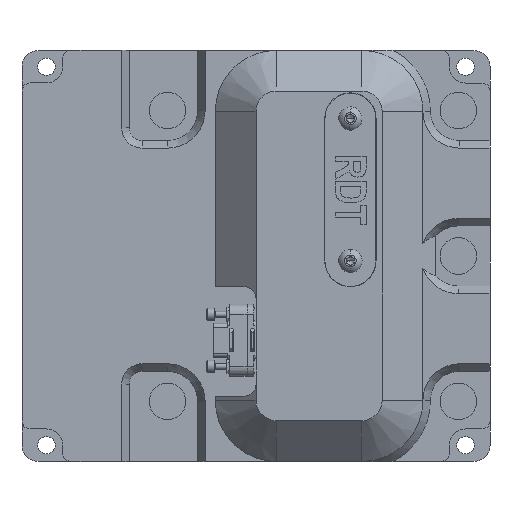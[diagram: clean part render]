
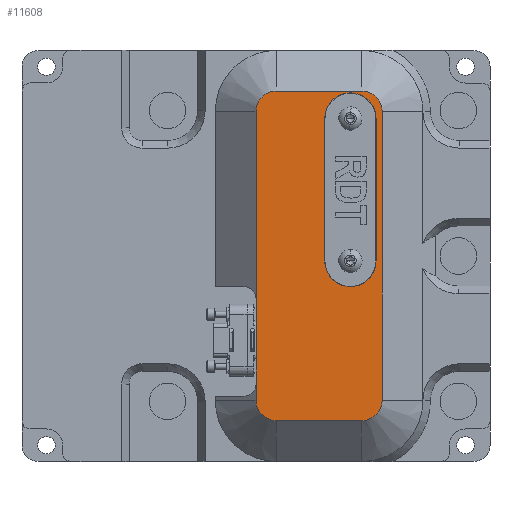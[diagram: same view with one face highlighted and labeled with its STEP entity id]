
A CAD part, top view. The second image highlights one B-rep face of the part: STEP entity #11608.
In plain terms, the highlighted planar face has unit normal (0, 0, 1).
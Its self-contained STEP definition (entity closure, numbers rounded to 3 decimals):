
#43 = CARTESIAN_POINT ( 'NONE',  ( -12.251, 108.693, -40.18 ) ) ;
#175 = VERTEX_POINT ( 'NONE', #42357 ) ;
#510 = ORIENTED_EDGE ( 'NONE', *, *, #29274, .F. ) ;
#926 = DIRECTION ( 'NONE',  ( 0., 0., 1. ) ) ;
#929 = DIRECTION ( 'NONE',  ( 0., -1., 0. ) ) ;
#972 = CARTESIAN_POINT ( 'NONE',  ( 8.749, 32.693, -40.18 ) ) ;
#976 = CARTESIAN_POINT ( 'NONE',  ( 8.749, 27.693, -40.18 ) ) ;
#1320 = DIRECTION ( 'NONE',  ( 0., 1., 0. ) ) ;
#1515 = EDGE_CURVE ( 'NONE', #2189, #34907, #40479, .T. ) ;
#2189 = VERTEX_POINT ( 'NONE', #6117 ) ;
#2296 = EDGE_CURVE ( 'NONE', #13461, #34794, #34644, .T. ) ;
#2393 = DIRECTION ( 'NONE',  ( 0., -1., 0. ) ) ;
#3173 = VECTOR ( 'NONE', #13076, 1000. ) ;
#3550 = CIRCLE ( 'NONE', #38792, 6.3 ) ;
#3869 = CARTESIAN_POINT ( 'NONE',  ( -17.251, 27.693, -40.18 ) ) ;
#3894 = CARTESIAN_POINT ( 'NONE',  ( 8.749, 108.693, -40.18 ) ) ;
#4205 = LINE ( 'NONE', #11131, #12459 ) ;
#4449 = DIRECTION ( 'NONE',  ( 0., 1., 0. ) ) ;
#4927 = VERTEX_POINT ( 'NONE', #43 ) ;
#5254 = LINE ( 'NONE', #39898, #27223 ) ;
#6117 = CARTESIAN_POINT ( 'NONE',  ( -17.251, 32.693, -40.18 ) ) ;
#6217 = ORIENTED_EDGE ( 'NONE', *, *, #37218, .T. ) ;
#6657 = AXIS2_PLACEMENT_3D ( 'NONE', #7791, #926, #4449 ) ;
#7116 = DIRECTION ( 'NONE',  ( 0., 1., 0. ) ) ;
#7181 = DIRECTION ( 'NONE',  ( 1., 0., 0. ) ) ;
#7451 = CARTESIAN_POINT ( 'NONE',  ( -17.251, 68.193, -40.18 ) ) ;
#7577 = LINE ( 'NONE', #21293, #22948 ) ;
#7681 = FACE_OUTER_BOUND ( 'NONE', #34302, .T. ) ;
#7791 = CARTESIAN_POINT ( 'NONE',  ( -12.251, 103.693, -40.18 ) ) ;
#8899 = VERTEX_POINT ( 'NONE', #976 ) ;
#9593 = VERTEX_POINT ( 'NONE', #18739 ) ;
#10147 = ORIENTED_EDGE ( 'NONE', *, *, #1515, .T. ) ;
#10546 = CARTESIAN_POINT ( 'NONE',  ( 5.949, 66.943, -40.18 ) ) ;
#10653 = EDGE_CURVE ( 'NONE', #24581, #4927, #5254, .T. ) ;
#11080 = ORIENTED_EDGE ( 'NONE', *, *, #37246, .F. ) ;
#11131 = CARTESIAN_POINT ( 'NONE',  ( -17.251, 33.693, -40.18 ) ) ;
#11194 = DIRECTION ( 'NONE',  ( 0., 1., 0. ) ) ;
#11608 = ADVANCED_FACE ( 'NONE', ( #18732, #7681 ), #28423, .T. ) ;
#11749 = ORIENTED_EDGE ( 'NONE', *, *, #37650, .F. ) ;
#12459 = VECTOR ( 'NONE', #7116, 1000. ) ;
#12489 = CARTESIAN_POINT ( 'NONE',  ( -0.351, 66.943, -40.18 ) ) ;
#12909 = ORIENTED_EDGE ( 'NONE', *, *, #24973, .T. ) ;
#13076 = DIRECTION ( 'NONE',  ( 0., -1., 0. ) ) ;
#13461 = VERTEX_POINT ( 'NONE', #14497 ) ;
#13691 = ORIENTED_EDGE ( 'NONE', *, *, #15971, .T. ) ;
#14293 = CIRCLE ( 'NONE', #33058, 6.3 ) ;
#14497 = CARTESIAN_POINT ( 'NONE',  ( 13.749, 32.693, -40.18 ) ) ;
#14609 = DIRECTION ( 'NONE',  ( 0., 0., 1. ) ) ;
#15836 = CARTESIAN_POINT ( 'NONE',  ( 13.749, 103.693, -40.18 ) ) ;
#15971 = EDGE_CURVE ( 'NONE', #8899, #13461, #24021, .T. ) ;
#16272 = VERTEX_POINT ( 'NONE', #19287 ) ;
#16497 = EDGE_CURVE ( 'NONE', #34794, #24581, #36359, .T. ) ;
#17186 = ORIENTED_EDGE ( 'NONE', *, *, #42061, .T. ) ;
#18148 = VERTEX_POINT ( 'NONE', #40848 ) ;
#18270 = ORIENTED_EDGE ( 'NONE', *, *, #2296, .T. ) ;
#18371 = ORIENTED_EDGE ( 'NONE', *, *, #33609, .T. ) ;
#18732 = FACE_BOUND ( 'NONE', #42146, .T. ) ;
#18739 = CARTESIAN_POINT ( 'NONE',  ( 12.249, 101.943, -40.18 ) ) ;
#18997 = DIRECTION ( 'NONE',  ( -1., 0., 0. ) ) ;
#19208 = VERTEX_POINT ( 'NONE', #27482 ) ;
#19287 = CARTESIAN_POINT ( 'NONE',  ( -17.251, 57.686, -40.18 ) ) ;
#19397 = ORIENTED_EDGE ( 'NONE', *, *, #33665, .F. ) ;
#19466 = DIRECTION ( 'NONE',  ( 0., 1., 0. ) ) ;
#19673 = LINE ( 'NONE', #44007, #3173 ) ;
#19886 = CARTESIAN_POINT ( 'NONE',  ( -12.251, 32.693, -40.18 ) ) ;
#20063 = VECTOR ( 'NONE', #2393, 1000. ) ;
#20444 = AXIS2_PLACEMENT_3D ( 'NONE', #972, #28358, #11194 ) ;
#20518 = VECTOR ( 'NONE', #24246, 1000. ) ;
#21037 = AXIS2_PLACEMENT_3D ( 'NONE', #19886, #26872, #19466 ) ;
#21293 = CARTESIAN_POINT ( 'NONE',  ( -0.351, 101.943, -40.18 ) ) ;
#21555 = CARTESIAN_POINT ( 'NONE',  ( 13.749, 108.693, -40.18 ) ) ;
#22340 = LINE ( 'NONE', #40812, #20063 ) ;
#22766 = DIRECTION ( 'NONE',  ( 0., 0., 1. ) ) ;
#22948 = VECTOR ( 'NONE', #929, 1000. ) ;
#23153 = CARTESIAN_POINT ( 'NONE',  ( -17.251, 36.693, -40.18 ) ) ;
#24021 = CIRCLE ( 'NONE', #20444, 5. ) ;
#24222 = ORIENTED_EDGE ( 'NONE', *, *, #10653, .T. ) ;
#24246 = DIRECTION ( 'NONE',  ( 0., 1., 0. ) ) ;
#24272 = DIRECTION ( 'NONE',  ( 0., 0., 1. ) ) ;
#24347 = CARTESIAN_POINT ( 'NONE',  ( 12.249, 101.943, -40.18 ) ) ;
#24581 = VERTEX_POINT ( 'NONE', #3894 ) ;
#24973 = EDGE_CURVE ( 'NONE', #4927, #18148, #28271, .T. ) ;
#26628 = AXIS2_PLACEMENT_3D ( 'NONE', #7451, #14609, #42178 ) ;
#26872 = DIRECTION ( 'NONE',  ( 0., 0., 1. ) ) ;
#27223 = VECTOR ( 'NONE', #18997, 1000. ) ;
#27293 = CARTESIAN_POINT ( 'NONE',  ( 5.949, 101.943, -40.18 ) ) ;
#27482 = CARTESIAN_POINT ( 'NONE',  ( -0.351, 101.943, -40.18 ) ) ;
#28271 = CIRCLE ( 'NONE', #6657, 5. ) ;
#28358 = DIRECTION ( 'NONE',  ( 0., 0., 1. ) ) ;
#28423 = PLANE ( 'NONE',  #26628 ) ;
#29071 = VERTEX_POINT ( 'NONE', #12489 ) ;
#29274 = EDGE_CURVE ( 'NONE', #19208, #29071, #7577, .T. ) ;
#30633 = ORIENTED_EDGE ( 'NONE', *, *, #16497, .T. ) ;
#31080 = DIRECTION ( 'NONE',  ( 1., 0., 0. ) ) ;
#31584 = LINE ( 'NONE', #24347, #39128 ) ;
#33058 = AXIS2_PLACEMENT_3D ( 'NONE', #10546, #24272, #7181 ) ;
#33609 = EDGE_CURVE ( 'NONE', #18148, #16272, #19673, .T. ) ;
#33665 = EDGE_CURVE ( 'NONE', #175, #9593, #31584, .T. ) ;
#33838 = VERTEX_POINT ( 'NONE', #23153 ) ;
#34200 = AXIS2_PLACEMENT_3D ( 'NONE', #41765, #38810, #1320 ) ;
#34302 = EDGE_LOOP ( 'NONE', ( #24222, #12909, #18371, #42436, #6217, #10147, #17186, #13691, #18270, #30633 ) ) ;
#34484 = LINE ( 'NONE', #3869, #39923 ) ;
#34561 = EDGE_CURVE ( 'NONE', #33838, #16272, #4205, .T. ) ;
#34644 = LINE ( 'NONE', #21555, #20518 ) ;
#34794 = VERTEX_POINT ( 'NONE', #15836 ) ;
#34907 = VERTEX_POINT ( 'NONE', #40172 ) ;
#36359 = CIRCLE ( 'NONE', #34200, 5. ) ;
#37218 = EDGE_CURVE ( 'NONE', #33838, #2189, #22340, .T. ) ;
#37246 = EDGE_CURVE ( 'NONE', #9593, #19208, #3550, .T. ) ;
#37650 = EDGE_CURVE ( 'NONE', #29071, #175, #14293, .T. ) ;
#38558 = DIRECTION ( 'NONE',  ( 0., 1., 0. ) ) ;
#38792 = AXIS2_PLACEMENT_3D ( 'NONE', #27293, #22766, #44212 ) ;
#38810 = DIRECTION ( 'NONE',  ( 0., 0., 1. ) ) ;
#39128 = VECTOR ( 'NONE', #38558, 1000. ) ;
#39898 = CARTESIAN_POINT ( 'NONE',  ( -17.251, 108.693, -40.18 ) ) ;
#39923 = VECTOR ( 'NONE', #31080, 1000. ) ;
#40172 = CARTESIAN_POINT ( 'NONE',  ( -12.251, 27.693, -40.18 ) ) ;
#40479 = CIRCLE ( 'NONE', #21037, 5. ) ;
#40812 = CARTESIAN_POINT ( 'NONE',  ( -17.251, 108.693, -40.18 ) ) ;
#40848 = CARTESIAN_POINT ( 'NONE',  ( -17.251, 103.693, -40.18 ) ) ;
#41765 = CARTESIAN_POINT ( 'NONE',  ( 8.749, 103.693, -40.18 ) ) ;
#42061 = EDGE_CURVE ( 'NONE', #34907, #8899, #34484, .T. ) ;
#42146 = EDGE_LOOP ( 'NONE', ( #11080, #19397, #11749, #510 ) ) ;
#42178 = DIRECTION ( 'NONE',  ( -1., 0., 0. ) ) ;
#42357 = CARTESIAN_POINT ( 'NONE',  ( 12.249, 66.943, -40.18 ) ) ;
#42436 = ORIENTED_EDGE ( 'NONE', *, *, #34561, .F. ) ;
#44007 = CARTESIAN_POINT ( 'NONE',  ( -17.251, 108.693, -40.18 ) ) ;
#44212 = DIRECTION ( 'NONE',  ( -1., 0., 0. ) ) ;
